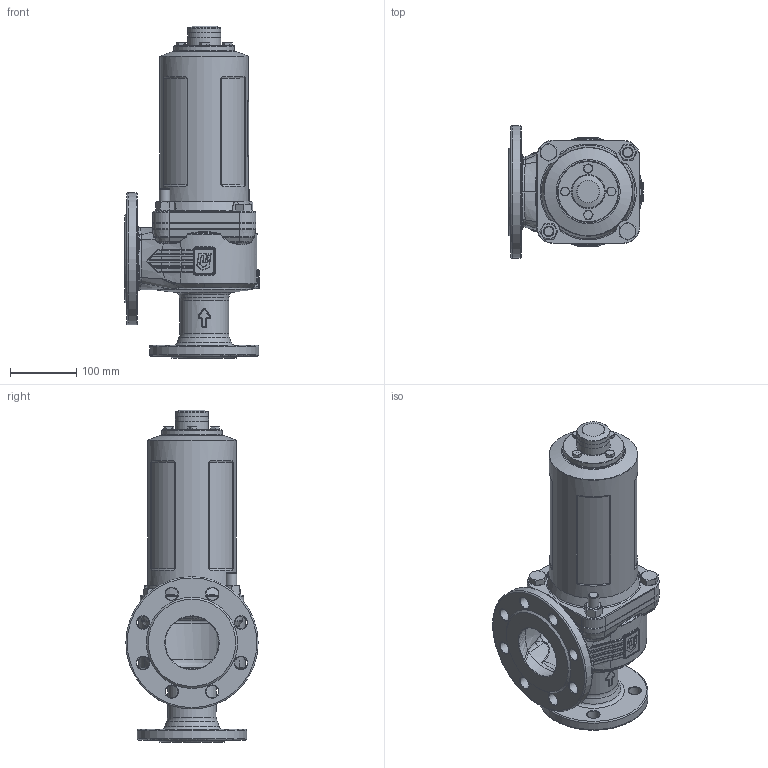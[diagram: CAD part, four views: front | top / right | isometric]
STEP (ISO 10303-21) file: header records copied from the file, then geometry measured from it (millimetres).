
FILE_DESCRIPTION(('HOOPS Exchange Step'),'2;1');
FILE_NAME('SF0600_DN50_50-80.stp','2025-06-27T13:16:56+02:00',('nieru'),('Unknown organisation'),'HOOPS Exchange 2024.2','HOOPS Exchange','Unknown authorisation');
FILE_SCHEMA( ('AP203_CONFIGURATION_CONTROLLED_3D_DESIGN_OF_MECHANICAL_PARTS_AND_ASSEMBLIES_MIM_LF') );
Length unit declared in the file: millimetre
Products named in the file (2): 0; root
Assembly tree (1 placements, depth 2):
  root
    0
Bounding box: 203.1 x 200 x 502 mm (x, y, z)
Volume: 5545779.7 mm3; surface area: 496931 mm2
Topology: 15 solids, 15 shells, 1393 faces, 3400 edges, 2029 vertices
Faces by surface type: bspline 574, cylinder 290, plane 261, torus 152, cone 109, sphere 7
Full cylindrical faces by diameter (mm): 2 x2, 3 x1, 11.6 x4, 13.835 x2, 16 x2, 19 x12, 22.49 x2, 47.8 x1, 50 x3, 52.772 x1, 53 x1, 72.267 x1, 74 x1, 92 x1, 120 x1, 134 x1, 145 x1, 165 x1, 200 x1
Entity records: 98916 total; most frequent: CARTESIAN_POINT 70758, ORIENTED_EDGE 6686, DIRECTION 4487, EDGE_CURVE 3343, VERTEX_POINT 2029, AXIS2_PLACEMENT_3D 1825, EDGE_LOOP 1480, FACE_BOUND 1480
